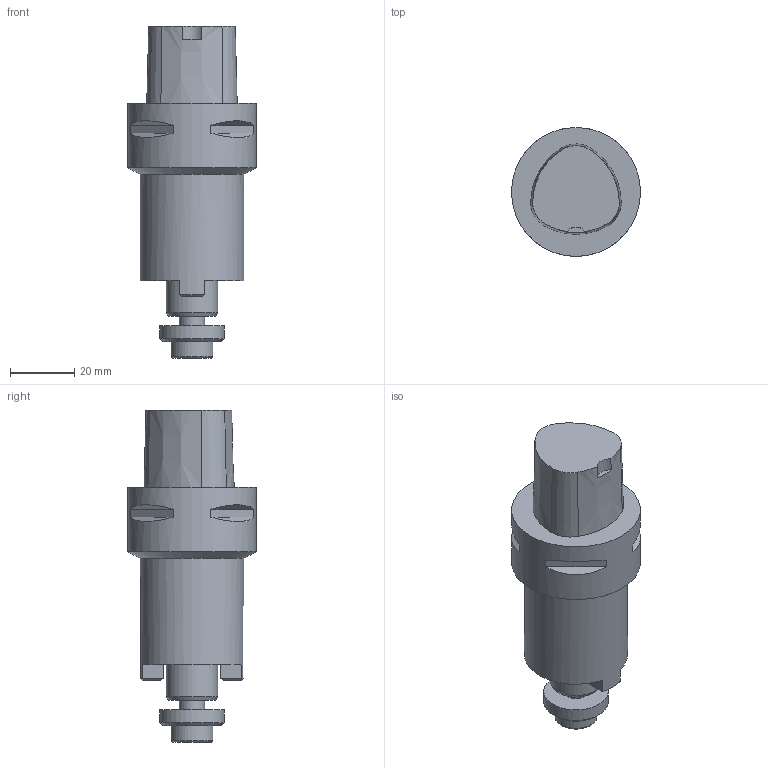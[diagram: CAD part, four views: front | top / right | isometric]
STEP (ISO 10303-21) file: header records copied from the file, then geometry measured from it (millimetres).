
FILE_DESCRIPTION(/* description */ (''),/* implementation_level */ '2;1');
FILE_NAME(/* name */ '1520934606555.stp',/* time_stamp */ '2018-03-13T10:50:12+01:00',/* author */ (''),/* organization */ ('SMS'),/* preprocessor_version */ 'ST-DEVELOPER v15',/* originating_system */ 'SIEMENS PLM Software NX 8.5',/* authorisation */ '');
FILE_SCHEMA (('AUTOMOTIVE_DESIGN { 1 0 10303 214 3 1 1 1 }'));
Length unit declared in the file: millimetre
Products named in the file (1): 201522527mod000_00
Bounding box: 40 x 40 x 103 mm (x, y, z)
Volume: 72248.6 mm3; surface area: 12426.3 mm2
Topology: 1 solids, 1 shells, 54 faces, 117 edges, 78 vertices
Faces by surface type: plane 31, cone 13, cylinder 9, torus 1
Full cylindrical faces by diameter (mm): 7.794 x1, 13 x1, 16 x1, 20 x1, 32 x1, 40 x1
Entity records: 1473 total; most frequent: CARTESIAN_POINT 265, DIRECTION 260, ORIENTED_EDGE 206, AXIS2_PLACEMENT_3D 109, EDGE_CURVE 103, EDGE_LOOP 74, VERTEX_POINT 71, ADVANCED_FACE 54
